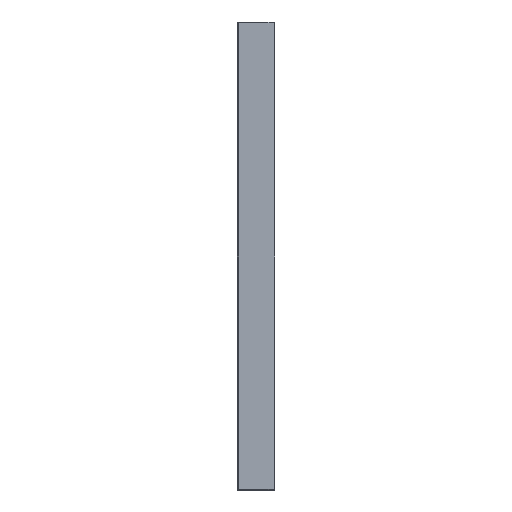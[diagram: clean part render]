
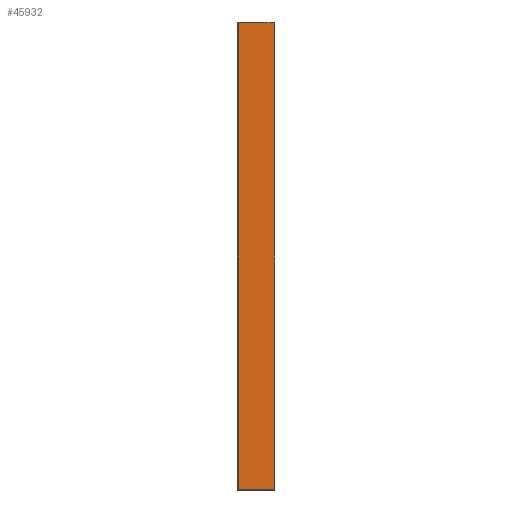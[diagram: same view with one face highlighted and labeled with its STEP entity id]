
A CAD part, front view. The second image highlights one B-rep face of the part: STEP entity #45932.
In plain terms, the highlighted planar face has unit normal (0, -1, 0).
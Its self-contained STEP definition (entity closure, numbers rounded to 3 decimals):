
#36687 = PLANE('',#36688);
#36688 = AXIS2_PLACEMENT_3D('',#36689,#36690,#36691);
#36689 = CARTESIAN_POINT('',(3.,-5.95,0.05));
#36690 = DIRECTION('',(0.,0.707,0.707));
#36691 = DIRECTION('',(1.,0.,0.));
#36995 = PLANE('',#36996);
#36996 = AXIS2_PLACEMENT_3D('',#36997,#36998,#36999);
#36997 = CARTESIAN_POINT('',(3.,-5.95,74.95));
#36998 = DIRECTION('',(0.,-0.707,
    0.707));
#36999 = DIRECTION('',(1.,0.,0.));
#37282 = PLANE('',#37283);
#37283 = AXIS2_PLACEMENT_3D('',#37284,#37285,#37286);
#37284 = CARTESIAN_POINT('',(-2.9,-5.9,0.));
#37285 = DIRECTION('',(-0.707,-0.707,0.));
#37286 = DIRECTION('',(0.,0.,1.));
#40409 = VERTEX_POINT('',#40410);
#40410 = CARTESIAN_POINT('',(2.9,-6.,0.1));
#40431 = EDGE_CURVE('',#40409,#40432,#40434,.T.);
#40432 = VERTEX_POINT('',#40433);
#40433 = CARTESIAN_POINT('',(-2.8,-6.,0.1));
#40434 = SURFACE_CURVE('',#40435,(#40439,#40446),.PCURVE_S1.);
#40435 = LINE('',#40436,#40437);
#40436 = CARTESIAN_POINT('',(3.,-6.,0.1));
#40437 = VECTOR('',#40438,1.);
#40438 = DIRECTION('',(-1.,0.,0.));
#40439 = PCURVE('',#36687,#40440);
#40440 = DEFINITIONAL_REPRESENTATION('',(#40441),#40445);
#40441 = LINE('',#40442,#40443);
#40442 = CARTESIAN_POINT('',(0.,-0.071));
#40443 = VECTOR('',#40444,1.);
#40444 = DIRECTION('',(-1.,0.));
#40445 = ( GEOMETRIC_REPRESENTATION_CONTEXT(2) 
PARAMETRIC_REPRESENTATION_CONTEXT() REPRESENTATION_CONTEXT('2D SPACE',''
  ) );
#40446 = PCURVE('',#40447,#40452);
#40447 = PLANE('',#40448);
#40448 = AXIS2_PLACEMENT_3D('',#40449,#40450,#40451);
#40449 = CARTESIAN_POINT('',(3.,-6.,0.));
#40450 = DIRECTION('',(0.,-1.,0.));
#40451 = DIRECTION('',(-1.,0.,0.));
#40452 = DEFINITIONAL_REPRESENTATION('',(#40453),#40457);
#40453 = LINE('',#40454,#40455);
#40454 = CARTESIAN_POINT('',(0.,-0.1));
#40455 = VECTOR('',#40456,1.);
#40456 = DIRECTION('',(1.,0.));
#40457 = ( GEOMETRIC_REPRESENTATION_CONTEXT(2) 
PARAMETRIC_REPRESENTATION_CONTEXT() REPRESENTATION_CONTEXT('2D SPACE',''
  ) );
#40724 = VERTEX_POINT('',#40725);
#40725 = CARTESIAN_POINT('',(2.9,-6.,74.9));
#40746 = EDGE_CURVE('',#40724,#40747,#40749,.T.);
#40747 = VERTEX_POINT('',#40748);
#40748 = CARTESIAN_POINT('',(-2.8,-6.,74.9));
#40749 = SURFACE_CURVE('',#40750,(#40754,#40761),.PCURVE_S1.);
#40750 = LINE('',#40751,#40752);
#40751 = CARTESIAN_POINT('',(3.,-6.,74.9));
#40752 = VECTOR('',#40753,1.);
#40753 = DIRECTION('',(-1.,0.,0.));
#40754 = PCURVE('',#36995,#40755);
#40755 = DEFINITIONAL_REPRESENTATION('',(#40756),#40760);
#40756 = LINE('',#40757,#40758);
#40757 = CARTESIAN_POINT('',(0.,-0.071));
#40758 = VECTOR('',#40759,1.);
#40759 = DIRECTION('',(-1.,0.));
#40760 = ( GEOMETRIC_REPRESENTATION_CONTEXT(2) 
PARAMETRIC_REPRESENTATION_CONTEXT() REPRESENTATION_CONTEXT('2D SPACE',''
  ) );
#40761 = PCURVE('',#40447,#40762);
#40762 = DEFINITIONAL_REPRESENTATION('',(#40763),#40767);
#40763 = LINE('',#40764,#40765);
#40764 = CARTESIAN_POINT('',(0.,-74.9));
#40765 = VECTOR('',#40766,1.);
#40766 = DIRECTION('',(1.,0.));
#40767 = ( GEOMETRIC_REPRESENTATION_CONTEXT(2) 
PARAMETRIC_REPRESENTATION_CONTEXT() REPRESENTATION_CONTEXT('2D SPACE',''
  ) );
#40903 = EDGE_CURVE('',#40432,#40747,#40904,.T.);
#40904 = SURFACE_CURVE('',#40905,(#40909,#40916),.PCURVE_S1.);
#40905 = LINE('',#40906,#40907);
#40906 = CARTESIAN_POINT('',(-2.8,-6.,0.));
#40907 = VECTOR('',#40908,1.);
#40908 = DIRECTION('',(0.,0.,1.));
#40909 = PCURVE('',#37282,#40910);
#40910 = DEFINITIONAL_REPRESENTATION('',(#40911),#40915);
#40911 = LINE('',#40912,#40913);
#40912 = CARTESIAN_POINT('',(0.,-0.141));
#40913 = VECTOR('',#40914,1.);
#40914 = DIRECTION('',(1.,0.));
#40915 = ( GEOMETRIC_REPRESENTATION_CONTEXT(2) 
PARAMETRIC_REPRESENTATION_CONTEXT() REPRESENTATION_CONTEXT('2D SPACE',''
  ) );
#40916 = PCURVE('',#40447,#40917);
#40917 = DEFINITIONAL_REPRESENTATION('',(#40918),#40922);
#40918 = LINE('',#40919,#40920);
#40919 = CARTESIAN_POINT('',(5.8,0.));
#40920 = VECTOR('',#40921,1.);
#40921 = DIRECTION('',(0.,-1.));
#40922 = ( GEOMETRIC_REPRESENTATION_CONTEXT(2) 
PARAMETRIC_REPRESENTATION_CONTEXT() REPRESENTATION_CONTEXT('2D SPACE',''
  ) );
#45739 = PLANE('',#45740);
#45740 = AXIS2_PLACEMENT_3D('',#45741,#45742,#45743);
#45741 = CARTESIAN_POINT('',(2.95,-5.95,0.));
#45742 = DIRECTION('',(0.707,-0.707,0.));
#45743 = DIRECTION('',(0.,0.,1.));
#45932 = ADVANCED_FACE('',(#45933),#40447,.T.);
#45933 = FACE_BOUND('',#45934,.T.);
#45934 = EDGE_LOOP('',(#45935,#45956,#45957,#45958));
#45935 = ORIENTED_EDGE('',*,*,#45936,.T.);
#45936 = EDGE_CURVE('',#40409,#40724,#45937,.T.);
#45937 = SURFACE_CURVE('',#45938,(#45942,#45949),.PCURVE_S1.);
#45938 = LINE('',#45939,#45940);
#45939 = CARTESIAN_POINT('',(2.9,-6.,0.));
#45940 = VECTOR('',#45941,1.);
#45941 = DIRECTION('',(0.,0.,1.));
#45942 = PCURVE('',#40447,#45943);
#45943 = DEFINITIONAL_REPRESENTATION('',(#45944),#45948);
#45944 = LINE('',#45945,#45946);
#45945 = CARTESIAN_POINT('',(0.1,0.));
#45946 = VECTOR('',#45947,1.);
#45947 = DIRECTION('',(0.,-1.));
#45948 = ( GEOMETRIC_REPRESENTATION_CONTEXT(2) 
PARAMETRIC_REPRESENTATION_CONTEXT() REPRESENTATION_CONTEXT('2D SPACE',''
  ) );
#45949 = PCURVE('',#45739,#45950);
#45950 = DEFINITIONAL_REPRESENTATION('',(#45951),#45955);
#45951 = LINE('',#45952,#45953);
#45952 = CARTESIAN_POINT('',(0.,0.071));
#45953 = VECTOR('',#45954,1.);
#45954 = DIRECTION('',(1.,0.));
#45955 = ( GEOMETRIC_REPRESENTATION_CONTEXT(2) 
PARAMETRIC_REPRESENTATION_CONTEXT() REPRESENTATION_CONTEXT('2D SPACE',''
  ) );
#45956 = ORIENTED_EDGE('',*,*,#40746,.T.);
#45957 = ORIENTED_EDGE('',*,*,#40903,.F.);
#45958 = ORIENTED_EDGE('',*,*,#40431,.F.);
